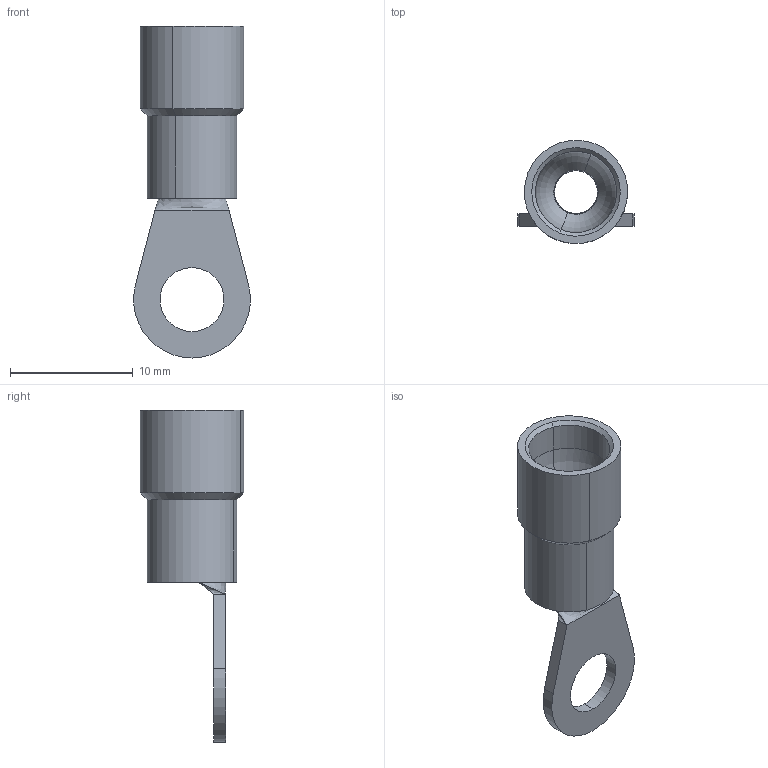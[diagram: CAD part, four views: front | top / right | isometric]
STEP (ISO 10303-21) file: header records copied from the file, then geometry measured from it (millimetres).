
FILE_DESCRIPTION (( 'STEP AP203' ), '1' );
FILE_NAME ('00325.STEP', '2024-09-04T14:39:37', ( '' ), ( '' ), 'SwSTEP 2.0', 'SolidWorks 2022', '' );
FILE_SCHEMA (( 'CONFIG_CONTROL_DESIGN' ));
Length unit declared in the file: millimetre
Products named in the file (3): S1325; 00325; SATGP7
Assembly tree (2 placements, depth 2):
  00325
    S1325
    SATGP7
Bounding box: 9.47 x 8.4 x 27 mm (x, y, z)
Volume: 477.8 mm3; surface area: 1076.5 mm2
Topology: 2 solids, 2 shells, 45 faces, 99 edges, 60 vertices
Faces by surface type: cylinder 20, plane 13, cone 6, bspline 4, torus 2
Entity records: 1694 total; most frequent: CARTESIAN_POINT 393, DIRECTION 223, ORIENTED_EDGE 198, EDGE_CURVE 99, AXIS2_PLACEMENT_3D 90, VERTEX_POINT 60, EDGE_LOOP 51, FACE_OUTER_BOUND 45
